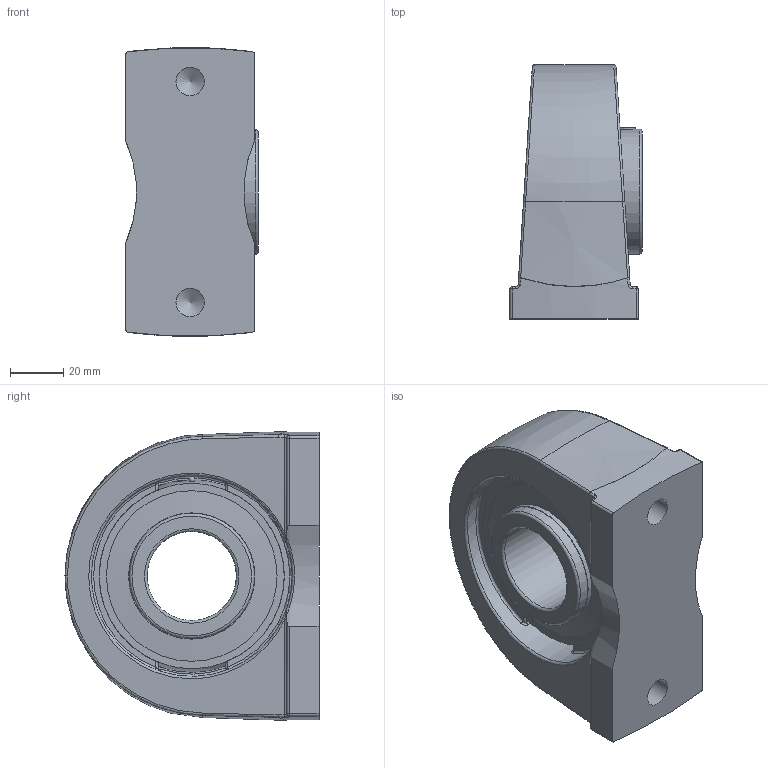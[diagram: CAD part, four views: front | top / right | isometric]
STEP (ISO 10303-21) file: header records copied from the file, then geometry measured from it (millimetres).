
FILE_DESCRIPTION(/* description */ ('Alibre Inc.'),/* implementation_level */ '2;1');
FILE_NAME(/* name */ 'export-A07CB248-3AB6-427A-98D2-3C24E2F11B93',/* time_stamp */ '2020-05-18T14:49:13-07:00',/* author */ (''),/* organization */ (''),/* preprocessor_version */ 'ST-DEVELOPER v17',/* originating_system */ 'Alibre',/* authorisation */ '');
FILE_SCHEMA (('CONFIG_CONTROL_DESIGN'));
Length unit declared in the file: inch
Bounding box: 49.4 x 95 x 108 mm (x, y, z)
Volume: 235727.7 mm3; surface area: 67779.6 mm2
Topology: 16 solids, 16 shells, 170 faces, 409 edges, 246 vertices
Faces by surface type: cylinder 47, plane 47, bspline 26, sphere 23, torus 17, cone 10
Full cylindrical faces by diameter (mm): 6.782 x4, 10.592 x2, 33.338 x1, 46.736 x4, 47.244 x2, 62.23 x2, 63.805 x2, 75.166 x2, 80.35 x1
Entity records: 8314 total; most frequent: CARTESIAN_POINT 4483, ORIENTED_EDGE 592, DIRECTION 592, EDGE_CURVE 296, AXIS2_PLACEMENT_3D 283, FACE_BOUND 212, VERTEX_POINT 206, EDGE_LOOP 201
